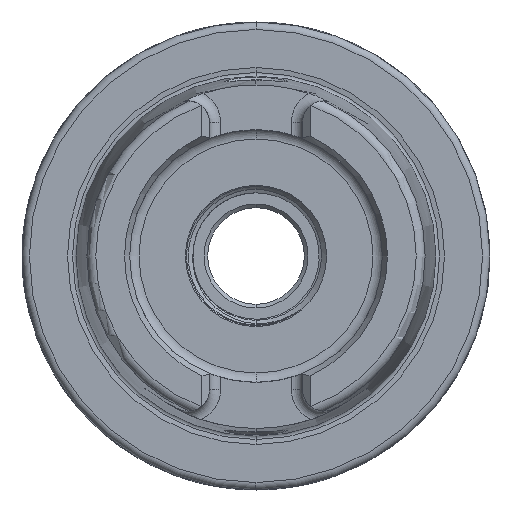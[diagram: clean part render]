
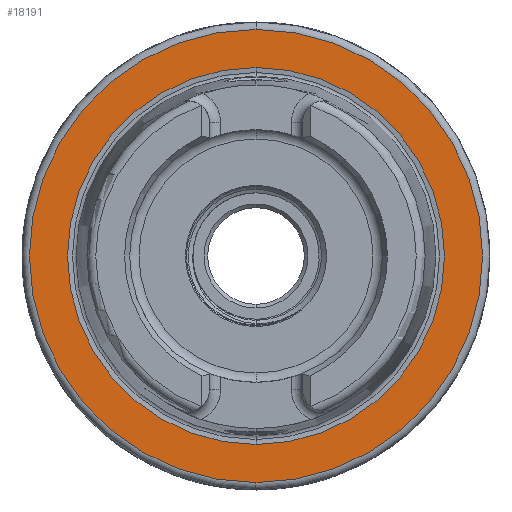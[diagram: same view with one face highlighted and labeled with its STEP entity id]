
A CAD part, left-side view. The second image highlights one B-rep face of the part: STEP entity #18191.
In plain terms, the highlighted planar face has unit normal (-1, 0, 0).
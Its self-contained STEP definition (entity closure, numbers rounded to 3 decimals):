
#3727 = CARTESIAN_POINT ( 'NONE',  ( 0., 0., 0. ) ) ;
#3728 = DIRECTION ( 'NONE',  ( -1., 0., 0. ) ) ;
#3729 = DIRECTION ( 'NONE',  ( 0., 0., 1. ) ) ;
#3793 = CARTESIAN_POINT ( 'NONE',  ( 0., 0., 0. ) ) ;
#3794 = DIRECTION ( 'NONE',  ( 1., 0., 0. ) ) ;
#3795 = DIRECTION ( 'NONE',  ( 0., 0., -1. ) ) ;
#4600 = EDGE_LOOP ( 'NONE', ( #4799, #4798 ) ) ;
#4796 = ORIENTED_EDGE ( 'NONE', *, *, #15419, .T. ) ;
#4797 = ORIENTED_EDGE ( 'NONE', *, *, #17999, .T. ) ;
#4798 = ORIENTED_EDGE ( 'NONE', *, *, #17997, .T. ) ;
#4799 = ORIENTED_EDGE ( 'NONE', *, *, #15431, .T. ) ;
#6422 = AXIS2_PLACEMENT_3D ( 'NONE', #16045, #16046, #16047 ) ;
#6424 = AXIS2_PLACEMENT_3D ( 'NONE', #16042, #16043, #16044 ) ;
#7760 = AXIS2_PLACEMENT_3D ( 'NONE', #3793, #3794, #3795 ) ;
#13295 = VERTEX_POINT ( 'NONE', #30031 ) ;
#13350 = VERTEX_POINT ( 'NONE', #29790 ) ;
#13363 = VERTEX_POINT ( 'NONE', #29803 ) ;
#13374 = VERTEX_POINT ( 'NONE', #29813 ) ;
#13994 = FACE_OUTER_BOUND ( 'NONE', #15591, .T. ) ;
#13997 = FACE_BOUND ( 'NONE', #4600, .T. ) ;
#13999 = AXIS2_PLACEMENT_3D ( 'NONE', #49838, #49839, #49840 ) ;
#15419 = EDGE_CURVE ( 'NONE', #13295, #13363, #16301, .T. ) ;
#15431 = EDGE_CURVE ( 'NONE', #13374, #13350, #16307, .T. ) ;
#15591 = EDGE_LOOP ( 'NONE', ( #4796, #4797 ) ) ;
#16042 = CARTESIAN_POINT ( 'NONE',  ( 0., 0., 0. ) ) ;
#16043 = DIRECTION ( 'NONE',  ( 1., 0., 0. ) ) ;
#16044 = DIRECTION ( 'NONE',  ( 0., 0., -1. ) ) ;
#16045 = CARTESIAN_POINT ( 'NONE',  ( 0., 0., 0. ) ) ;
#16046 = DIRECTION ( 'NONE',  ( -1., 0., 0. ) ) ;
#16047 = DIRECTION ( 'NONE',  ( 0., 0., 1. ) ) ;
#16301 = CIRCLE ( 'NONE', #49377, 30.5 ) ;
#16307 = CIRCLE ( 'NONE', #7760, 25.369 ) ;
#17870 = CIRCLE ( 'NONE', #6424, 25.369 ) ;
#17871 = CIRCLE ( 'NONE', #6422, 30.5 ) ;
#17997 = EDGE_CURVE ( 'NONE', #13350, #13374, #17870, .T. ) ;
#17999 = EDGE_CURVE ( 'NONE', #13363, #13295, #17871, .T. ) ;
#18191 = ADVANCED_FACE ( 'NONE', ( #13994, #13997 ), #49837, .T. ) ;
#29790 = CARTESIAN_POINT ( 'NONE',  ( 0., 0., -25.369 ) ) ;
#29803 = CARTESIAN_POINT ( 'NONE',  ( 0., 0., -30.5 ) ) ;
#29813 = CARTESIAN_POINT ( 'NONE',  ( 0., 0., 25.369 ) ) ;
#30031 = CARTESIAN_POINT ( 'NONE',  ( 0., 0., 30.5 ) ) ;
#49377 = AXIS2_PLACEMENT_3D ( 'NONE', #3727, #3728, #3729 ) ;
#49837 = PLANE ( 'NONE',  #13999 ) ;
#49838 = CARTESIAN_POINT ( 'NONE',  ( 0., 25.369, 0. ) ) ;
#49839 = DIRECTION ( 'NONE',  ( -1., 0., 0. ) ) ;
#49840 = DIRECTION ( 'NONE',  ( 0., 0., 1. ) ) ;
